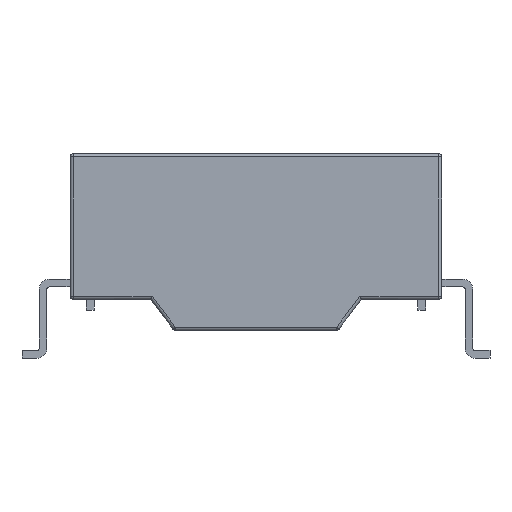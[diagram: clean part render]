
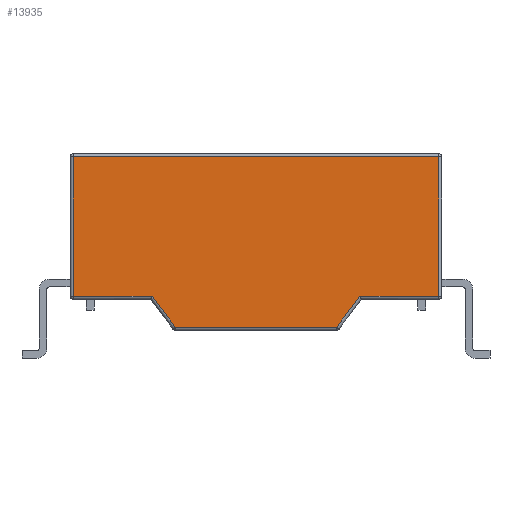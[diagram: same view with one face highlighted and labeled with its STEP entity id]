
A CAD part, front view. The second image highlights one B-rep face of the part: STEP entity #13935.
In plain terms, the highlighted face is planar.
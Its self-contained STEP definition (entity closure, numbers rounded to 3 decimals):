
#1093=ORIENTED_EDGE('',*,*,#3723,.T.);
#1094=ORIENTED_EDGE('',*,*,#3719,.T.);
#1095=ORIENTED_EDGE('',*,*,#3731,.T.);
#1096=ORIENTED_EDGE('',*,*,#3743,.T.);
#1097=ORIENTED_EDGE('',*,*,#3764,.F.);
#1098=ORIENTED_EDGE('',*,*,#3768,.F.);
#1099=ORIENTED_EDGE('',*,*,#3747,.T.);
#1100=ORIENTED_EDGE('',*,*,#3738,.T.);
#3719=EDGE_CURVE('',#5121,#5124,#6019,.T.);
#3723=EDGE_CURVE('',#5126,#5121,#6022,.T.);
#3731=EDGE_CURVE('',#5124,#5130,#6027,.T.);
#3738=EDGE_CURVE('',#5134,#5126,#6030,.T.);
#3743=EDGE_CURVE('',#5130,#5137,#6033,.T.);
#3747=EDGE_CURVE('',#5140,#5134,#6036,.T.);
#3764=EDGE_CURVE('',#5149,#5137,#6043,.T.);
#3768=EDGE_CURVE('',#5140,#5149,#6046,.T.);
#5121=VERTEX_POINT('',#19261);
#5124=VERTEX_POINT('',#19270);
#5126=VERTEX_POINT('',#19276);
#5130=VERTEX_POINT('',#19292);
#5134=VERTEX_POINT('',#19305);
#5137=VERTEX_POINT('',#19316);
#5140=VERTEX_POINT('',#19323);
#5149=VERTEX_POINT('',#19357);
#6019=LINE('',#19271,#7116);
#6022=LINE('',#19278,#7119);
#6027=LINE('',#19294,#7124);
#6030=LINE('',#19307,#7127);
#6033=LINE('',#19318,#7130);
#6036=LINE('',#19325,#7133);
#6043=LINE('',#19359,#7140);
#6046=LINE('',#19365,#7143);
#7116=VECTOR('',#15428,1000.);
#7119=VECTOR('',#15435,1000.);
#7124=VECTOR('',#15452,1000.);
#7127=VECTOR('',#15469,1000.);
#7130=VECTOR('',#15480,1000.);
#7133=VECTOR('',#15487,1000.);
#7140=VECTOR('',#15528,1000.);
#7143=VECTOR('',#15535,1000.);
#8273=EDGE_LOOP('',(#1093,#1094,#1095,#1096,#1097,#1098,#1099,#1100));
#8904=FACE_BOUND('',#8273,.T.);
#9468=PLANE('',#14555);
#13935=ADVANCED_FACE('',(#8904),#9468,.F.);
#14555=AXIS2_PLACEMENT_3D('',#19476,#15674,#15675);
#15428=DIRECTION('',(0.,0.6,0.8));
#15435=DIRECTION('',(0.,1.,0.));
#15452=DIRECTION('',(0.,1.,0.));
#15469=DIRECTION('',(0.,0.6,-0.8));
#15480=DIRECTION('',(0.,0.,1.));
#15487=DIRECTION('',(0.,1.,0.));
#15528=DIRECTION('',(0.,1.,0.));
#15535=DIRECTION('',(0.,0.,1.));
#15674=DIRECTION('',(-1.,0.,0.));
#15675=DIRECTION('',(0.,0.,1.));
#19261=CARTESIAN_POINT('',(6.985,2.6,-3.25));
#19270=CARTESIAN_POINT('',(6.985,3.35,-2.25));
#19271=CARTESIAN_POINT('',(6.985,3.32,-2.29));
#19276=CARTESIAN_POINT('',(6.985,-2.6,-3.25));
#19278=CARTESIAN_POINT('',(6.985,2.65,-3.25));
#19292=CARTESIAN_POINT('',(6.985,5.9,-2.25));
#19294=CARTESIAN_POINT('',(6.985,-6.,-2.25));
#19305=CARTESIAN_POINT('',(6.985,-3.35,-2.25));
#19307=CARTESIAN_POINT('',(6.985,-2.57,-3.29));
#19316=CARTESIAN_POINT('',(6.985,5.9,2.25));
#19318=CARTESIAN_POINT('',(6.985,5.9,-2.35));
#19323=CARTESIAN_POINT('',(6.985,-5.9,-2.25));
#19325=CARTESIAN_POINT('',(6.985,-6.,-2.25));
#19357=CARTESIAN_POINT('',(6.985,-5.9,2.25));
#19359=CARTESIAN_POINT('',(6.985,-6.,2.25));
#19365=CARTESIAN_POINT('',(6.985,-5.9,-2.35));
#19476=CARTESIAN_POINT('',(6.985,-6.,-2.35));
